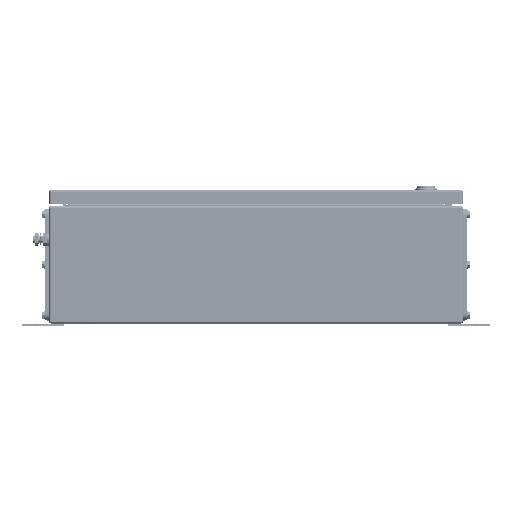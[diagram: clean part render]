
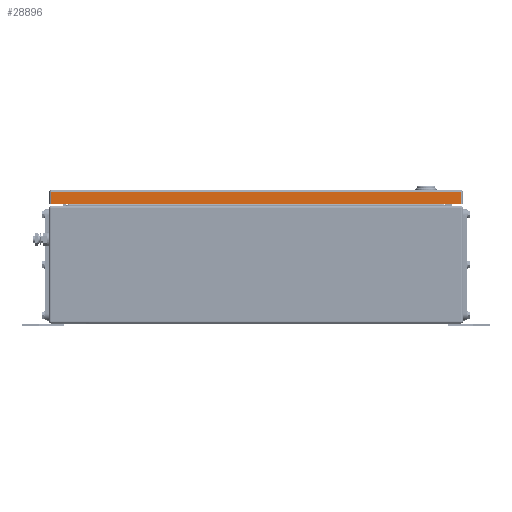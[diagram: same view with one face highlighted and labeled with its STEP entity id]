
A CAD part, front view. The second image highlights one B-rep face of the part: STEP entity #28896.
In plain terms, the highlighted planar face has unit normal (0, -1, 0).
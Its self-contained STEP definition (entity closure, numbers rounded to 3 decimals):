
#28876=AXIS2_PLACEMENT_3D('Plane Axis2P3D',#28873,#28874,#28875) ;
#28630=CARTESIAN_POINT('Vertex',(657.,11.5,183.5)) ;
#28633=CARTESIAN_POINT('Line Origine',(350.5,11.5,183.5)) ;
#28637=CARTESIAN_POINT('Vertex',(44.,11.5,183.5)) ;
#28858=CARTESIAN_POINT('Vertex',(657.,11.5,200.5)) ;
#28861=CARTESIAN_POINT('Line Origine',(657.,11.5,183.5)) ;
#28873=CARTESIAN_POINT('Axis2P3D Location',(41.,11.5,183.5)) ;
#28878=CARTESIAN_POINT('Line Origine',(350.5,11.5,200.5)) ;
#28882=CARTESIAN_POINT('Vertex',(44.,11.5,200.5)) ;
#28885=CARTESIAN_POINT('Line Origine',(44.,11.5,192.)) ;
#28634=DIRECTION('Vector Direction',(1.,0.,0.)) ;
#28862=DIRECTION('Vector Direction',(0.,0.,1.)) ;
#28874=DIRECTION('Axis2P3D Direction',(0.,-1.,0.)) ;
#28875=DIRECTION('Axis2P3D XDirection',(1.,0.,0.)) ;
#28879=DIRECTION('Vector Direction',(-1.,0.,0.)) ;
#28886=DIRECTION('Vector Direction',(0.,0.,-1.)) ;
#28635=VECTOR('Line Direction',#28634,1.) ;
#28863=VECTOR('Line Direction',#28862,1.) ;
#28880=VECTOR('Line Direction',#28879,1.) ;
#28887=VECTOR('Line Direction',#28886,1.) ;
#28891=ORIENTED_EDGE('',*,*,#28865,.T.) ;
#28892=ORIENTED_EDGE('',*,*,#28884,.T.) ;
#28893=ORIENTED_EDGE('',*,*,#28889,.T.) ;
#28894=ORIENTED_EDGE('',*,*,#28639,.T.) ;
#28896=ADVANCED_FACE('51374_ASM_DE_KTB_QL_XXXxXXX_S3D-1/DE_QL_S3D-1-solid1',(#28895),#28877,.T.) ;
#28639=EDGE_CURVE('',#28638,#28631,#28636,.T.) ;
#28865=EDGE_CURVE('',#28631,#28859,#28864,.T.) ;
#28884=EDGE_CURVE('',#28859,#28883,#28881,.T.) ;
#28889=EDGE_CURVE('',#28883,#28638,#28888,.T.) ;
#28890=EDGE_LOOP('',(#28891,#28892,#28893,#28894)) ;
#28895=FACE_OUTER_BOUND('',#28890,.T.) ;
#28636=LINE('Line',#28633,#28635) ;
#28864=LINE('Line',#28861,#28863) ;
#28881=LINE('Line',#28878,#28880) ;
#28888=LINE('Line',#28885,#28887) ;
#28877=PLANE('',#28876) ;
#28631=VERTEX_POINT('',#28630) ;
#28638=VERTEX_POINT('',#28637) ;
#28859=VERTEX_POINT('',#28858) ;
#28883=VERTEX_POINT('',#28882) ;
